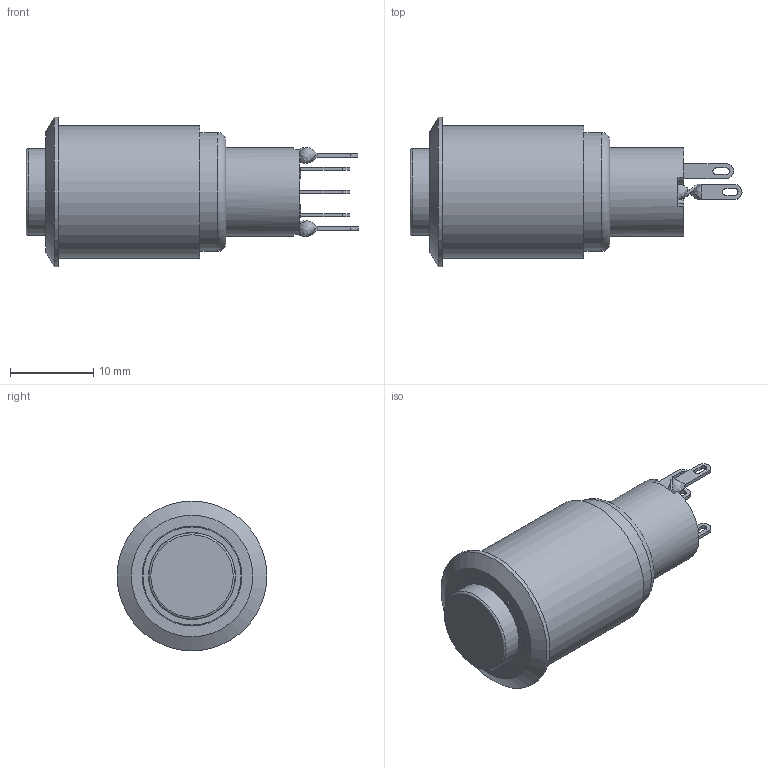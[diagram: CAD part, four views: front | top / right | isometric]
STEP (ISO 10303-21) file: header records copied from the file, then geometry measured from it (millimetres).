
FILE_DESCRIPTION((' '),'2;1');
FILE_NAME('PV3H2B0xx-3xx.stp','2017-07-27T09:28:20',(' '),(' '),' ','ACIS',' ');
FILE_SCHEMA(('CONFIG_CONTROL_DESIGN'));
Length unit declared in the file: inch
Products named in the file (4): PV3H2B0xx-3xx.stp; Body1; Body2; Body3
Assembly tree (3 placements, depth 2):
  PV3H2B0xx-3xx.stp
    Body1
    Body2
    Body3
Bounding box: 39.9 x 18 x 18 mm (x, y, z)
Volume: 3182.7 mm3; surface area: 3908.4 mm2
Topology: 3 solids, 3 shells, 120 faces, 302 edges, 204 vertices
Faces by surface type: plane 81, cylinder 27, bspline 8, torus 3, cone 1
Full cylindrical faces by diameter (mm): 9.6 x1, 10.4 x1, 10.45 x1, 10.7 x1, 11.8 x1, 12 x2, 14.3 x1, 15.9 x1, 18 x1
Entity records: 4515 total; most frequent: CARTESIAN_POINT 1125, DIRECTION 574, ORIENTED_EDGE 566, EDGE_CURVE 283, VECTOR 214, LINE 214, VERTEX_POINT 199, AXIS2_PLACEMENT_3D 180
